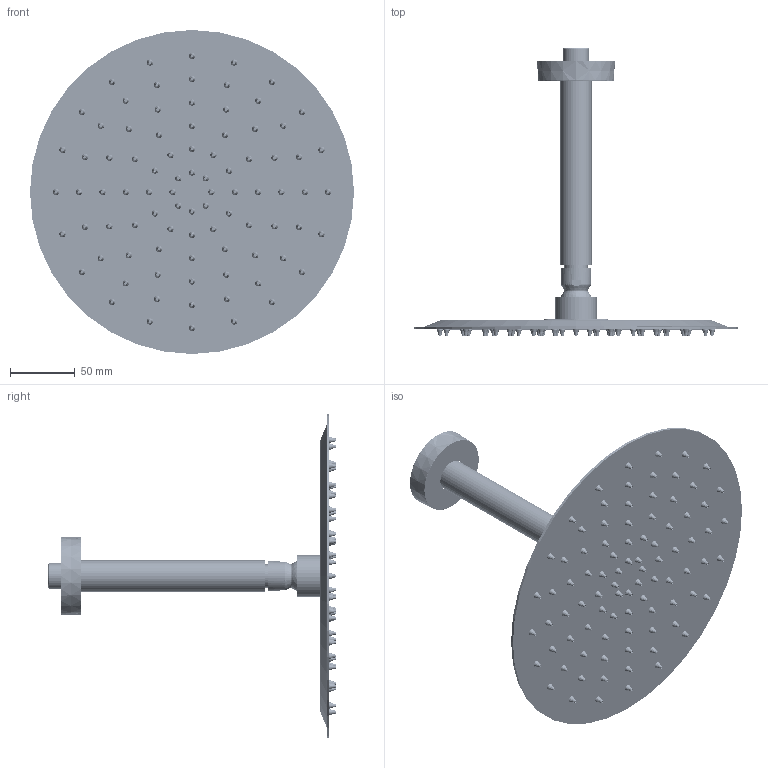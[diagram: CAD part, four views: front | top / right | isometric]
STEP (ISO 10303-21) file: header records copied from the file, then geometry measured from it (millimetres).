
FILE_DESCRIPTION (( 'STEP AP203' ), '1' );
FILE_NAME ('99HP09279.STEP', '2023-12-12T07:00:22', ( '' ), ( '' ), 'SwSTEP 2.0', 'SolidWorks 2021', '' );
FILE_SCHEMA (( 'CONFIG_CONTROL_DESIGN' ));
Products named in the file (1): 99HP09279
Bounding box: 250 x 222.16 x 250 mm (x, y, z)
Volume: 182635.2 mm3; surface area: 246905.8 mm2
Topology: 94 solids, 94 shells, 3455 faces, 6945 edges, 3959 vertices
Faces by surface type: bspline 1770, cylinder 947, plane 493, cone 208, torus 35, sphere 2
Entity records: 119796 total; most frequent: CARTESIAN_POINT 56048, ORIENTED_EDGE 13872, DIRECTION 12829, EDGE_CURVE 6936, AXIS2_PLACEMENT_3D 5813, CIRCLE 4127, VERTEX_POINT 3956, EDGE_LOOP 3926
